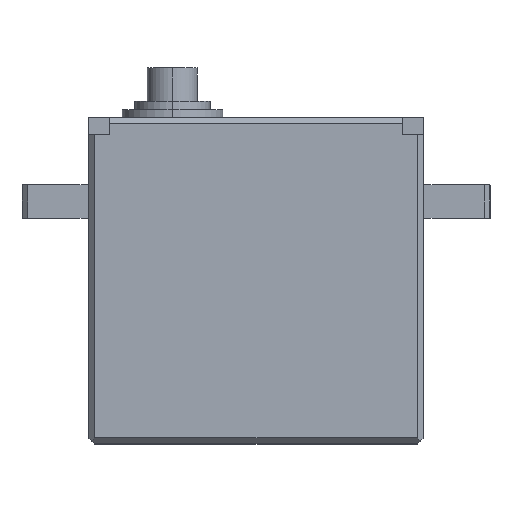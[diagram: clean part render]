
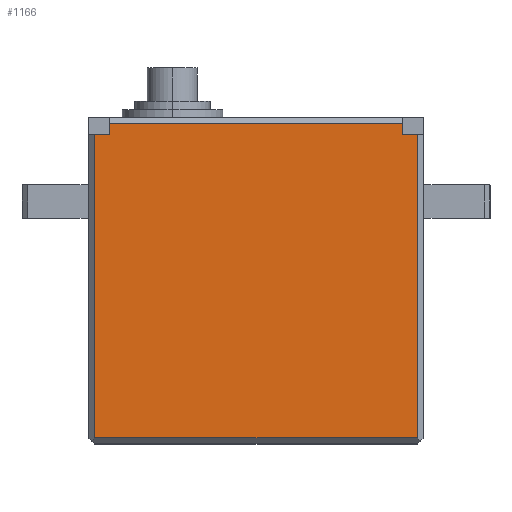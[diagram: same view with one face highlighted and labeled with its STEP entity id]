
A CAD part, top view. The second image highlights one B-rep face of the part: STEP entity #1166.
In plain terms, the highlighted planar face has unit normal (0, 0, 1).
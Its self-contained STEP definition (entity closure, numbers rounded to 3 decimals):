
#1 = DIRECTION ( 'NONE',  ( -1., 0., 0. ) ) ;
#4 = CARTESIAN_POINT ( 'NONE',  ( 2.423, 37., 0. ) ) ;
#109 = VERTEX_POINT ( 'NONE', #1863 ) ;
#216 = VERTEX_POINT ( 'NONE', #1504 ) ;
#221 = VERTEX_POINT ( 'NONE', #987 ) ;
#242 = CARTESIAN_POINT ( 'NONE',  ( 0., 39., 0. ) ) ;
#280 = DIRECTION ( 'NONE',  ( -1., 0., 0. ) ) ;
#290 = DIRECTION ( 'NONE',  ( 0., 1., 0. ) ) ;
#334 = LINE ( 'NONE', #1774, #445 ) ;
#350 = VECTOR ( 'NONE', #3160, 1000. ) ;
#370 = DIRECTION ( 'NONE',  ( 1., 0., 0. ) ) ;
#388 = VECTOR ( 'NONE', #370, 1000. ) ;
#445 = VECTOR ( 'NONE', #290, 1000. ) ;
#573 = EDGE_CURVE ( 'NONE', #2133, #1780, #1385, .T. ) ;
#584 = CARTESIAN_POINT ( 'NONE',  ( 0., 38.3, 0. ) ) ;
#719 = VERTEX_POINT ( 'NONE', #4 ) ;
#771 = VECTOR ( 'NONE', #1135, 1000. ) ;
#812 = ORIENTED_EDGE ( 'NONE', *, *, #2757, .T. ) ;
#835 = EDGE_CURVE ( 'NONE', #221, #216, #334, .T. ) ;
#879 = EDGE_LOOP ( 'NONE', ( #1239, #1650, #812, #1423, #2932, #1754, #2238, #3108 ) ) ;
#908 = CARTESIAN_POINT ( 'NONE',  ( 0., 0.7, 0. ) ) ;
#923 = VECTOR ( 'NONE', #2287, 1000. ) ;
#950 = VERTEX_POINT ( 'NONE', #2891 ) ;
#987 = CARTESIAN_POINT ( 'NONE',  ( 37.577, 37., 0. ) ) ;
#1040 = LINE ( 'NONE', #1798, #923 ) ;
#1086 = EDGE_CURVE ( 'NONE', #1493, #221, #2161, .T. ) ;
#1135 = DIRECTION ( 'NONE',  ( 0., 1., 0. ) ) ;
#1166 = ADVANCED_FACE ( 'NONE', ( #3201 ), #1731, .F. ) ;
#1224 = CARTESIAN_POINT ( 'NONE',  ( 39.3, 0.7, 0. ) ) ;
#1239 = ORIENTED_EDGE ( 'NONE', *, *, #1086, .T. ) ;
#1323 = LINE ( 'NONE', #584, #2583 ) ;
#1329 = EDGE_CURVE ( 'NONE', #719, #109, #1576, .T. ) ;
#1385 = LINE ( 'NONE', #908, #388 ) ;
#1423 = ORIENTED_EDGE ( 'NONE', *, *, #2327, .F. ) ;
#1425 = CARTESIAN_POINT ( 'NONE',  ( 39.3, 38.3, 0. ) ) ;
#1432 = DIRECTION ( 'NONE',  ( 0., 0., -1. ) ) ;
#1493 = VERTEX_POINT ( 'NONE', #1661 ) ;
#1504 = CARTESIAN_POINT ( 'NONE',  ( 37.577, 38.3, 0. ) ) ;
#1576 = LINE ( 'NONE', #1639, #3093 ) ;
#1591 = AXIS2_PLACEMENT_3D ( 'NONE', #242, #1432, #2729 ) ;
#1639 = CARTESIAN_POINT ( 'NONE',  ( 0., 37., 0. ) ) ;
#1650 = ORIENTED_EDGE ( 'NONE', *, *, #835, .T. ) ;
#1661 = CARTESIAN_POINT ( 'NONE',  ( 39.3, 37., 0. ) ) ;
#1731 = PLANE ( 'NONE',  #1591 ) ;
#1754 = ORIENTED_EDGE ( 'NONE', *, *, #3133, .T. ) ;
#1774 = CARTESIAN_POINT ( 'NONE',  ( 37.577, 37., 0. ) ) ;
#1780 = VERTEX_POINT ( 'NONE', #1224 ) ;
#1798 = CARTESIAN_POINT ( 'NONE',  ( 2.423, 37., 0. ) ) ;
#1849 = VECTOR ( 'NONE', #1, 1000. ) ;
#1863 = CARTESIAN_POINT ( 'NONE',  ( 0.7, 37., 0. ) ) ;
#1921 = LINE ( 'NONE', #1425, #771 ) ;
#1937 = CARTESIAN_POINT ( 'NONE',  ( 0.7, 0.7, 0. ) ) ;
#2133 = VERTEX_POINT ( 'NONE', #1937 ) ;
#2161 = LINE ( 'NONE', #2400, #1849 ) ;
#2168 = CARTESIAN_POINT ( 'NONE',  ( 0.7, 0.7, 0. ) ) ;
#2238 = ORIENTED_EDGE ( 'NONE', *, *, #573, .T. ) ;
#2287 = DIRECTION ( 'NONE',  ( 0., 1., 0. ) ) ;
#2327 = EDGE_CURVE ( 'NONE', #719, #950, #1040, .T. ) ;
#2364 = DIRECTION ( 'NONE',  ( -1., 0., 0. ) ) ;
#2400 = CARTESIAN_POINT ( 'NONE',  ( 0., 37., 0. ) ) ;
#2515 = EDGE_CURVE ( 'NONE', #1780, #1493, #1921, .T. ) ;
#2583 = VECTOR ( 'NONE', #280, 1000. ) ;
#2729 = DIRECTION ( 'NONE',  ( -1., 0., 0. ) ) ;
#2757 = EDGE_CURVE ( 'NONE', #216, #950, #1323, .T. ) ;
#2891 = CARTESIAN_POINT ( 'NONE',  ( 2.423, 38.3, 0. ) ) ;
#2930 = LINE ( 'NONE', #2168, #350 ) ;
#2932 = ORIENTED_EDGE ( 'NONE', *, *, #1329, .T. ) ;
#3093 = VECTOR ( 'NONE', #2364, 1000. ) ;
#3108 = ORIENTED_EDGE ( 'NONE', *, *, #2515, .T. ) ;
#3133 = EDGE_CURVE ( 'NONE', #109, #2133, #2930, .T. ) ;
#3160 = DIRECTION ( 'NONE',  ( 0., -1., 0. ) ) ;
#3201 = FACE_OUTER_BOUND ( 'NONE', #879, .T. ) ;
